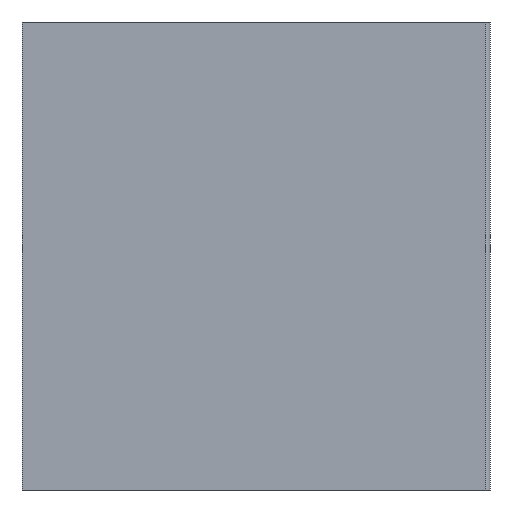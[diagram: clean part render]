
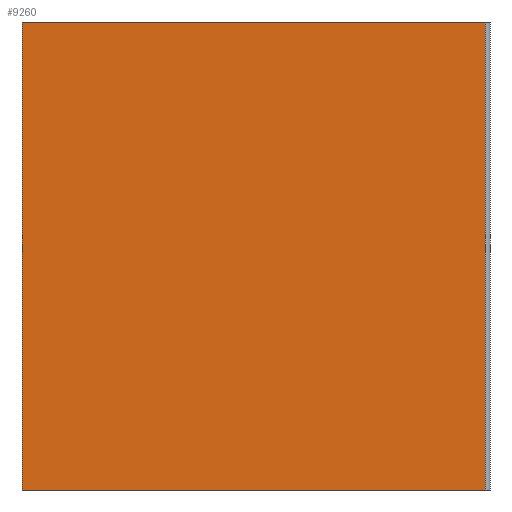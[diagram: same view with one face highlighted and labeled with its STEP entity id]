
A CAD part, left-side view. The second image highlights one B-rep face of the part: STEP entity #9260.
In plain terms, the highlighted face is planar.
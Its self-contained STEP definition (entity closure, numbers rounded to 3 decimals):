
#1610=CARTESIAN_POINT('',(10.385,43.888,-100.));
#1620=VERTEX_POINT('',#1610);
#4180=CARTESIAN_POINT('',(10.385,-55.112,-100.));
#4190=VERTEX_POINT('',#4180);
#4220=CARTESIAN_POINT('',(10.385,0.,-100.));
#4230=DIRECTION('',(0.,-1.,0.));
#4240=VECTOR('',#4230,1.);
#4250=LINE('',#4220,#4240);
#4260=EDGE_CURVE('',#1620,#4190,#4250,.T.);
#5850=CARTESIAN_POINT('',(10.385,-55.112,0.));
#5860=VERTEX_POINT('',#5850);
#5890=CARTESIAN_POINT('',(10.385,-55.112,0.));
#5900=DIRECTION('',(0.,0.,1.));
#5910=VECTOR('',#5900,1.);
#5920=LINE('',#5890,#5910);
#5930=EDGE_CURVE('',#4190,#5860,#5920,.T.);
#6360=CARTESIAN_POINT('',(10.385,43.888,0.));
#6370=DIRECTION('',(0.,0.,1.));
#6380=VECTOR('',#6370,1.);
#6390=LINE('',#6360,#6380);
#6400=CARTESIAN_POINT('',(10.385,43.888,0.));
#6410=VERTEX_POINT('',#6400);
#6420=EDGE_CURVE('',#1620,#6410,#6390,.T.);
#9100=CARTESIAN_POINT('',(10.385,51.888,0.));
#9110=DIRECTION('',(1.,0.,0.));
#9120=DIRECTION('',(0.,-1.,0.));
#9130=AXIS2_PLACEMENT_3D('',#9100,#9110,#9120);
#9140=PLANE('',#9130);
#9150=ORIENTED_EDGE('',*,*,#6420,.T.);
#9160=ORIENTED_EDGE('',*,*,#4260,.F.);
#9170=ORIENTED_EDGE('',*,*,#5930,.F.);
#9180=CARTESIAN_POINT('',(10.385,0.,0.));
#9190=DIRECTION('',(0.,-1.,0.));
#9200=VECTOR('',#9190,1.);
#9210=LINE('',#9180,#9200);
#9220=EDGE_CURVE('',#6410,#5860,#9210,.T.);
#9230=ORIENTED_EDGE('',*,*,#9220,.T.);
#9240=EDGE_LOOP('',(#9230,#9170,#9160,#9150));
#9250=FACE_OUTER_BOUND('',#9240,.T.);
#9260=ADVANCED_FACE('',(#9250),#9140,.T.);
